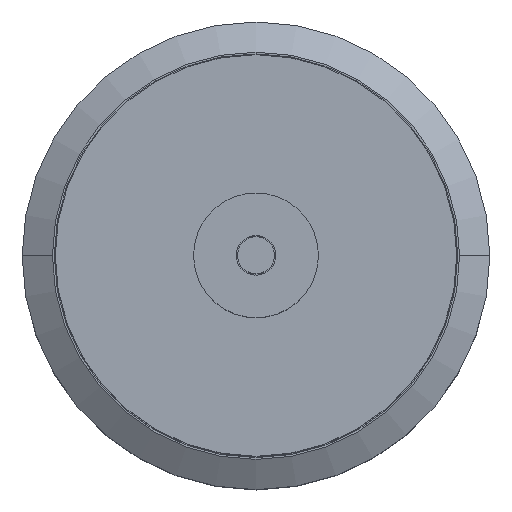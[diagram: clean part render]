
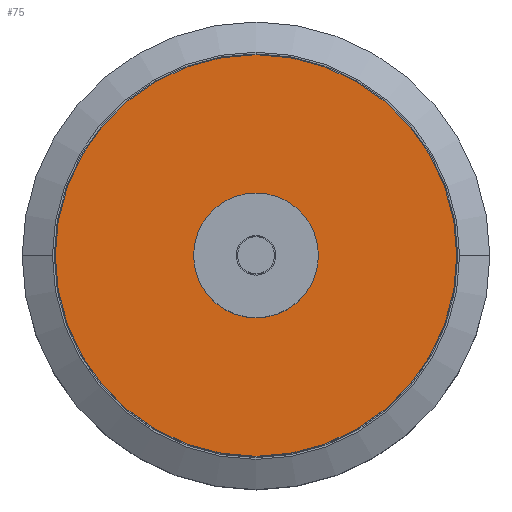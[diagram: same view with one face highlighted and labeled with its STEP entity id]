
A CAD part, top view. The second image highlights one B-rep face of the part: STEP entity #75.
In plain terms, the highlighted planar face has unit normal (0, 0, 1).
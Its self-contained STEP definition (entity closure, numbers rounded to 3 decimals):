
#73 = EDGE_CURVE ( 'NONE', #1012, #810, #941, .T. ) ;
#75 = ADVANCED_FACE ( 'NONE', ( #807, #802 ), #803, .F. ) ;
#81 = EDGE_CURVE ( 'NONE', #1066, #1026, #948, .T. ) ;
#93 = EDGE_CURVE ( 'NONE', #1026, #1066, #968, .T. ) ;
#105 = EDGE_CURVE ( 'NONE', #810, #1012, #893, .T. ) ;
#335 = EDGE_LOOP ( 'NONE', ( #1037, #1008 ) ) ;
#358 = EDGE_LOOP ( 'NONE', ( #1102, #1046 ) ) ;
#444 = CARTESIAN_POINT ( 'NONE',  ( 0., 0., 0. ) ) ;
#461 = DIRECTION ( 'NONE',  ( 0., 0., -1. ) ) ;
#502 = DIRECTION ( 'NONE',  ( -1., 0., 0. ) ) ;
#524 = CARTESIAN_POINT ( 'NONE',  ( 0., 0., 0. ) ) ;
#566 = DIRECTION ( 'NONE',  ( 1., 0., 0. ) ) ;
#567 = DIRECTION ( 'NONE',  ( 0., 0., 1. ) ) ;
#573 = CARTESIAN_POINT ( 'NONE',  ( 0., 0., 0. ) ) ;
#574 = DIRECTION ( 'NONE',  ( 1., 0., 0. ) ) ;
#576 = DIRECTION ( 'NONE',  ( 0., 0., 1. ) ) ;
#672 = CARTESIAN_POINT ( 'NONE',  ( 0., 0.835, 0. ) ) ;
#710 = CARTESIAN_POINT ( 'NONE',  ( 0., -0.835, 0. ) ) ;
#712 = CARTESIAN_POINT ( 'NONE',  ( 2.688, 0., 0. ) ) ;
#720 = CARTESIAN_POINT ( 'NONE',  ( -2.688, 0., 0. ) ) ;
#786 = CARTESIAN_POINT ( 'NONE',  ( 0., 2.688, 0. ) ) ;
#799 = CARTESIAN_POINT ( 'NONE',  ( 0., 0., 0. ) ) ;
#801 = DIRECTION ( 'NONE',  ( -1., 0., 0. ) ) ;
#802 = FACE_OUTER_BOUND ( 'NONE', #335, .T. ) ;
#803 = PLANE ( 'NONE',  #945 ) ;
#804 = DIRECTION ( 'NONE',  ( 0., 0., -1. ) ) ;
#807 = FACE_BOUND ( 'NONE', #358, .T. ) ;
#808 = DIRECTION ( 'NONE',  ( -1., 0., 0. ) ) ;
#809 = DIRECTION ( 'NONE',  ( 0., 0., -1. ) ) ;
#810 = VERTEX_POINT ( 'NONE', #672 ) ;
#893 = CIRCLE ( 'NONE', #906, 0.835 ) ;
#906 = AXIS2_PLACEMENT_3D ( 'NONE', #444, #461, #502 ) ;
#940 = AXIS2_PLACEMENT_3D ( 'NONE', #799, #809, #808 ) ;
#941 = CIRCLE ( 'NONE', #940, 0.835 ) ;
#945 = AXIS2_PLACEMENT_3D ( 'NONE', #786, #804, #801 ) ;
#948 = CIRCLE ( 'NONE', #949, 2.688 ) ;
#949 = AXIS2_PLACEMENT_3D ( 'NONE', #573, #576, #574 ) ;
#955 = AXIS2_PLACEMENT_3D ( 'NONE', #524, #567, #566 ) ;
#968 = CIRCLE ( 'NONE', #955, 2.688 ) ;
#1008 = ORIENTED_EDGE ( 'NONE', *, *, #81, .T. ) ;
#1012 = VERTEX_POINT ( 'NONE', #710 ) ;
#1026 = VERTEX_POINT ( 'NONE', #712 ) ;
#1037 = ORIENTED_EDGE ( 'NONE', *, *, #93, .T. ) ;
#1046 = ORIENTED_EDGE ( 'NONE', *, *, #105, .T. ) ;
#1066 = VERTEX_POINT ( 'NONE', #720 ) ;
#1102 = ORIENTED_EDGE ( 'NONE', *, *, #73, .T. ) ;
